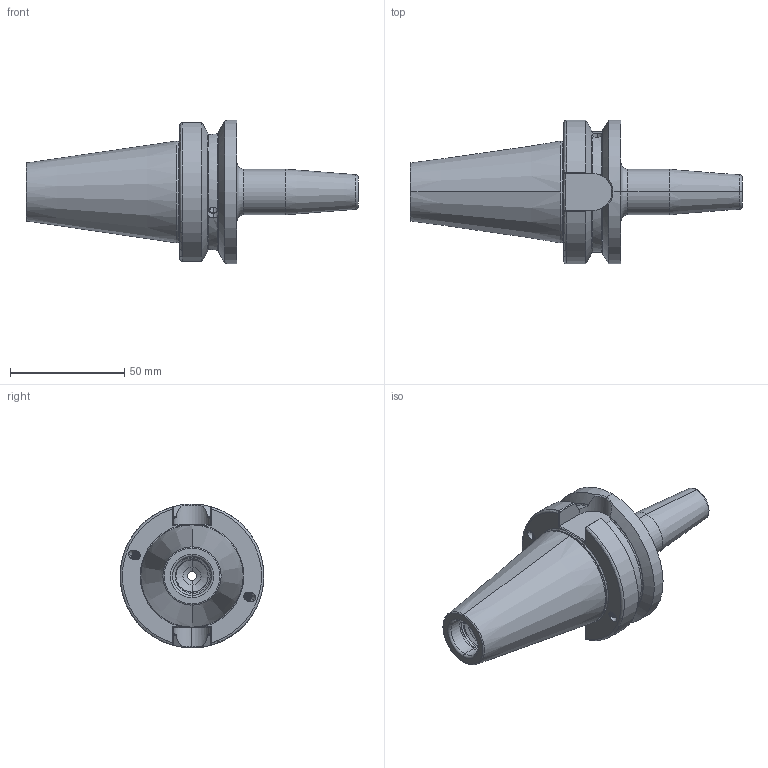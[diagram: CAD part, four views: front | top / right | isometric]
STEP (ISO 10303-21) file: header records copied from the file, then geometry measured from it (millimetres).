
FILE_DESCRIPTION (( 'STEP AP203' ), '1' );
FILE_NAME ('406.70.04.STEP', '2016-11-22T07:48:24', ( '' ), ( '' ), 'SwSTEP 2.0', 'SolidWorks 2012', '' );
FILE_SCHEMA (( 'CONFIG_CONTROL_DESIGN' ));
Length unit declared in the file: millimetre
Products named in the file (1): 406.70.04
Bounding box: 145.4 x 63 x 63 mm (x, y, z)
Volume: 130092.8 mm3; surface area: 28376.3 mm2
Topology: 1 solids, 1 shells, 182 faces, 476 edges, 297 vertices
Faces by surface type: cylinder 87, plane 34, torus 26, cone 21, bspline 14
Entity records: 11283 total; most frequent: CARTESIAN_POINT 7199, ORIENTED_EDGE 952, DIRECTION 729, EDGE_CURVE 476, VERTEX_POINT 297, AXIS2_PLACEMENT_3D 290, EDGE_LOOP 193, FACE_OUTER_BOUND 182
